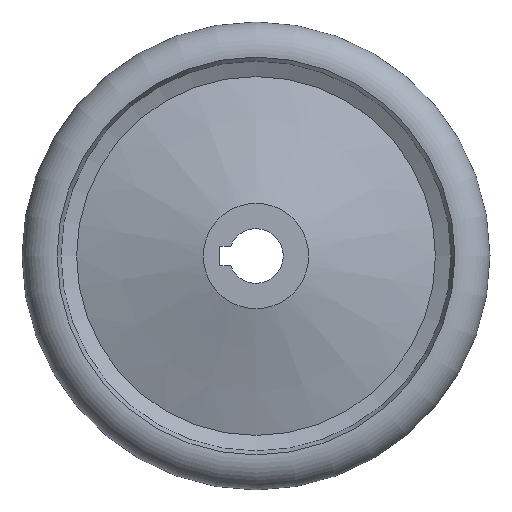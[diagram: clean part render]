
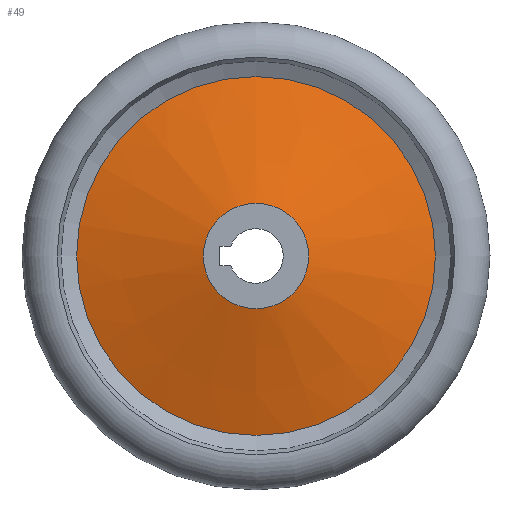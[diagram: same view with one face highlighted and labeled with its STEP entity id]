
A CAD part, left-side view. The second image highlights one B-rep face of the part: STEP entity #49.
In plain terms, the highlighted conical face has half-angle 73.706 degrees and reference radius 46 mm.
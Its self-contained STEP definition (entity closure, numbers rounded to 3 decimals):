
#49 = ADVANCED_FACE( '', ( #105, #106 ), #107, .T. );
#105 = FACE_BOUND( '', #169, .T. );
#106 = FACE_OUTER_BOUND( '', #170, .T. );
#107 = CONICAL_SURFACE( '', #171, 46., 1.286 );
#169 = EDGE_LOOP( '', ( #243 ) );
#170 = EDGE_LOOP( '', ( #244 ) );
#171 = AXIS2_PLACEMENT_3D( '', #245, #246, #247 );
#243 = ORIENTED_EDGE( '', *, *, #331, .F. );
#244 = ORIENTED_EDGE( '', *, *, #332, .T. );
#245 = CARTESIAN_POINT( '', ( 18.5, 0., 0. ) );
#246 = DIRECTION( '', ( 1., 0., 0. ) );
#247 = DIRECTION( '', ( 0., 0., -1. ) );
#331 = EDGE_CURVE( '', #379, #379, #380, .T. );
#332 = EDGE_CURVE( '', #381, #381, #382, .T. );
#379 = VERTEX_POINT( '', #441 );
#380 = CIRCLE( '', #442, 13.5 );
#381 = VERTEX_POINT( '', #443 );
#382 = CIRCLE( '', #444, 46. );
#441 = CARTESIAN_POINT( '', ( 9., 0., 13.5 ) );
#442 = AXIS2_PLACEMENT_3D( '', #492, #493, #494 );
#443 = CARTESIAN_POINT( '', ( 18.5, 0., 46. ) );
#444 = AXIS2_PLACEMENT_3D( '', #495, #496, #497 );
#492 = CARTESIAN_POINT( '', ( 9., 0., 0. ) );
#493 = DIRECTION( '', ( -1., 0., 0. ) );
#494 = DIRECTION( '', ( 0., 0., 1. ) );
#495 = CARTESIAN_POINT( '', ( 18.5, 0., 0. ) );
#496 = DIRECTION( '', ( -1., 0., 0. ) );
#497 = DIRECTION( '', ( 0., 0., 1. ) );
